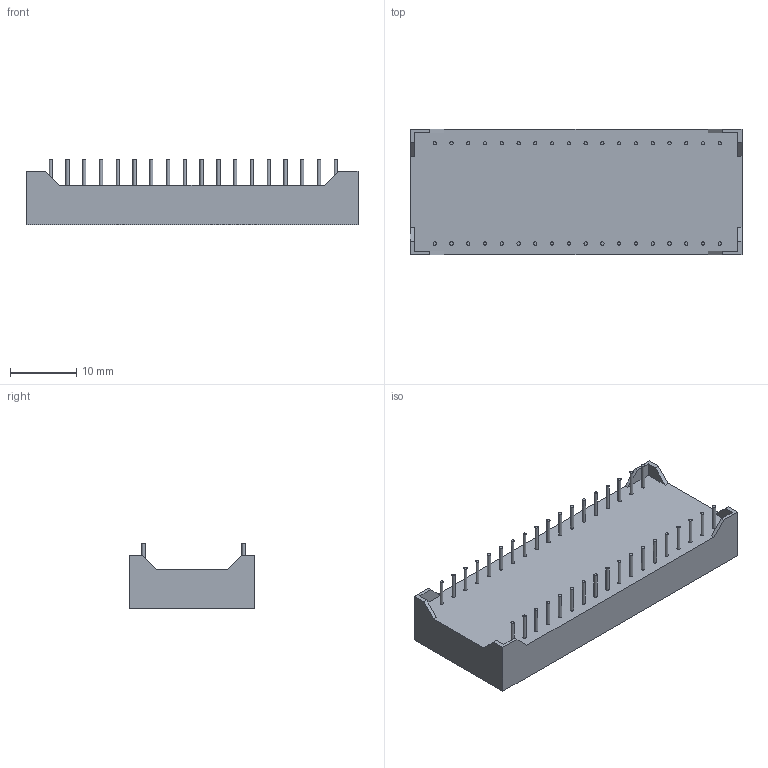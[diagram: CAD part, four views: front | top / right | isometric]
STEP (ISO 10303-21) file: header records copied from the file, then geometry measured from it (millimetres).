
FILE_DESCRIPTION(('STEP AP214'), '1');
FILE_NAME('Äåòàëü', '2015-07-11T11:46:07', ('Àíòîí'), (''), 'ASCON STEP Converter 1.3', 'ASCON Math Kernel', '');
FILE_SCHEMA(('AUTOMOTIVE_DESIGN { 1 0 10303 214 3 1 1}'));
Length unit declared in the file: millimetre
Bounding box: 50.3 x 19 x 9.98 mm (x, y, z)
Volume: 5766.9 mm3; surface area: 3085.3 mm2
Topology: 1 solids, 1 shells, 170 faces, 342 edges, 228 vertices
Faces by surface type: plane 128, cylinder 42
Full cylindrical faces by diameter (mm): 0.5 x36, 1.5 x6
Entity records: 5604 total; most frequent: DIRECTION 726, CARTESIAN_POINT 699, ORIENTED_EDGE 600, EDGE_CURVE 300, EDGE_LOOP 266, AXIS2_PLACEMENT_3D 255, VERTEX_POINT 228, LINE 216
